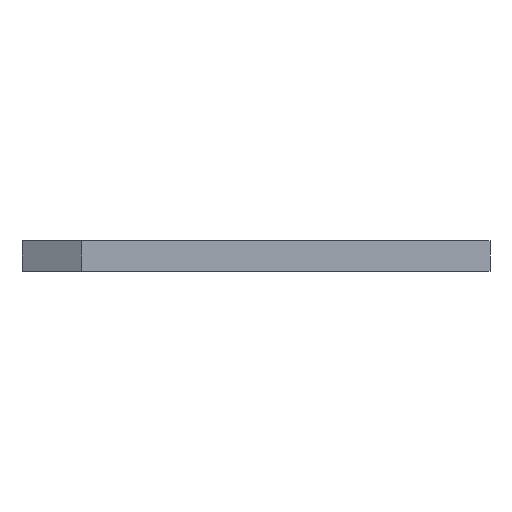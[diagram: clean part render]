
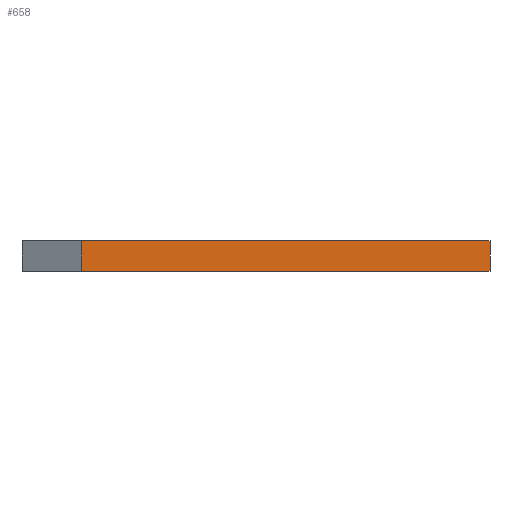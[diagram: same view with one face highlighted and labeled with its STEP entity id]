
A CAD part, front view. The second image highlights one B-rep face of the part: STEP entity #658.
In plain terms, the highlighted planar face has unit normal (0, -1, 0).
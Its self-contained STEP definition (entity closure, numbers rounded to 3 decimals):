
#23 = LINE ( 'NONE', #57, #186 ) ;
#57 = CARTESIAN_POINT ( 'NONE',  ( 610., -285., 40. ) ) ;
#99 = VERTEX_POINT ( 'NONE', #762 ) ;
#105 = DIRECTION ( 'NONE',  ( 0., 0., -1. ) ) ;
#165 = VECTOR ( 'NONE', #196, 1000. ) ;
#186 = VECTOR ( 'NONE', #972, 1000. ) ;
#196 = DIRECTION ( 'NONE',  ( 0., 0., 1. ) ) ;
#287 = LINE ( 'NONE', #1025, #165 ) ;
#347 = ORIENTED_EDGE ( 'NONE', *, *, #505, .T. ) ;
#353 = VECTOR ( 'NONE', #1088, 1000. ) ;
#394 = CARTESIAN_POINT ( 'NONE',  ( 77.942, -285., 40. ) ) ;
#414 = CARTESIAN_POINT ( 'NONE',  ( 77.942, -285., 0. ) ) ;
#429 = VECTOR ( 'NONE', #716, 1000. ) ;
#436 = VERTEX_POINT ( 'NONE', #394 ) ;
#505 = EDGE_CURVE ( 'NONE', #642, #979, #897, .T. ) ;
#634 = ORIENTED_EDGE ( 'NONE', *, *, #854, .T. ) ;
#642 = VERTEX_POINT ( 'NONE', #931 ) ;
#656 = PLANE ( 'NONE',  #708 ) ;
#658 = ADVANCED_FACE ( 'NONE', ( #851 ), #656, .T. ) ;
#708 = AXIS2_PLACEMENT_3D ( 'NONE', #839, #1008, #105 ) ;
#716 = DIRECTION ( 'NONE',  ( 0., 0., 1. ) ) ;
#762 = CARTESIAN_POINT ( 'NONE',  ( 77.942, -285., 0. ) ) ;
#839 = CARTESIAN_POINT ( 'NONE',  ( 610., -285., 0. ) ) ;
#851 = FACE_OUTER_BOUND ( 'NONE', #919, .T. ) ;
#854 = EDGE_CURVE ( 'NONE', #979, #436, #23, .T. ) ;
#891 = CARTESIAN_POINT ( 'NONE',  ( 610., -285., 0. ) ) ;
#896 = LINE ( 'NONE', #414, #353 ) ;
#897 = LINE ( 'NONE', #891, #429 ) ;
#914 = EDGE_CURVE ( 'NONE', #99, #642, #896, .T. ) ;
#919 = EDGE_LOOP ( 'NONE', ( #634, #1191, #1058, #347 ) ) ;
#930 = CARTESIAN_POINT ( 'NONE',  ( 610., -285., 40. ) ) ;
#931 = CARTESIAN_POINT ( 'NONE',  ( 610., -285., 0. ) ) ;
#972 = DIRECTION ( 'NONE',  ( -1., 0., 0. ) ) ;
#979 = VERTEX_POINT ( 'NONE', #930 ) ;
#1008 = DIRECTION ( 'NONE',  ( 0., -1., 0. ) ) ;
#1025 = CARTESIAN_POINT ( 'NONE',  ( 77.942, -285., 0. ) ) ;
#1050 = EDGE_CURVE ( 'NONE', #99, #436, #287, .T. ) ;
#1058 = ORIENTED_EDGE ( 'NONE', *, *, #914, .T. ) ;
#1088 = DIRECTION ( 'NONE',  ( 1., 0., 0. ) ) ;
#1191 = ORIENTED_EDGE ( 'NONE', *, *, #1050, .F. ) ;
